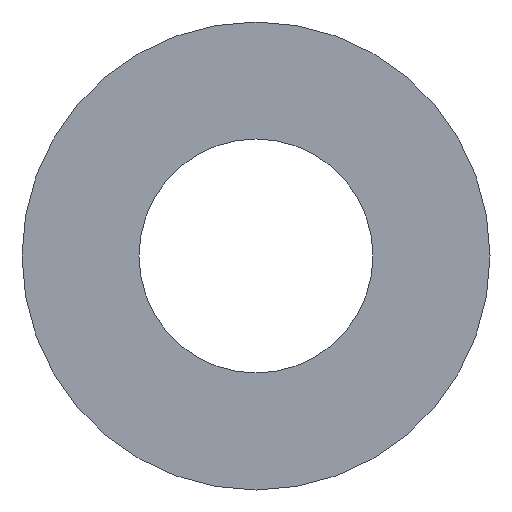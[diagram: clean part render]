
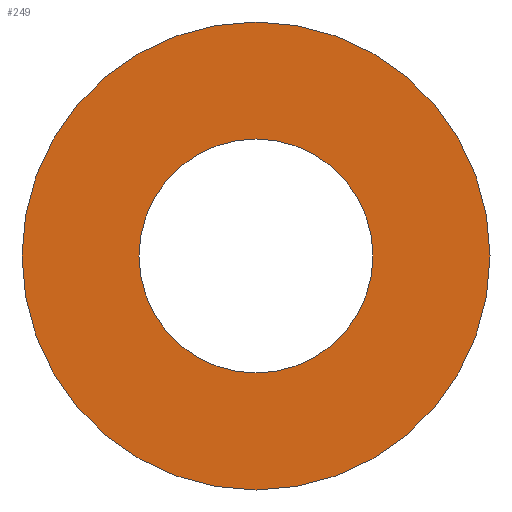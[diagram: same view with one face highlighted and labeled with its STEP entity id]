
A CAD part, front view. The second image highlights one B-rep face of the part: STEP entity #249.
In plain terms, the highlighted planar face has unit normal (0, -1, 0).
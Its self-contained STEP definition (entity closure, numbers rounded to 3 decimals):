
#5 = EDGE_CURVE ( 'NONE', #180, #209, #161, .T. ) ;
#25 = ORIENTED_EDGE ( 'NONE', *, *, #5, .T. ) ;
#33 = EDGE_LOOP ( 'NONE', ( #54, #126 ) ) ;
#40 = CARTESIAN_POINT ( 'NONE',  ( 0., 0., 6. ) ) ;
#54 = ORIENTED_EDGE ( 'NONE', *, *, #123, .F. ) ;
#56 = DIRECTION ( 'NONE',  ( 0., 0., 1. ) ) ;
#58 = CARTESIAN_POINT ( 'NONE',  ( 0., 0., 0. ) ) ;
#63 = EDGE_CURVE ( 'NONE', #73, #155, #148, .T. ) ;
#64 = DIRECTION ( 'NONE',  ( 0., 1., 0. ) ) ;
#70 = AXIS2_PLACEMENT_3D ( 'NONE', #115, #64, #247 ) ;
#73 = VERTEX_POINT ( 'NONE', #40 ) ;
#79 = CARTESIAN_POINT ( 'NONE',  ( 0., 0., -3. ) ) ;
#92 = DIRECTION ( 'NONE',  ( 0., 0., 1. ) ) ;
#96 = AXIS2_PLACEMENT_3D ( 'NONE', #241, #109, #168 ) ;
#98 = DIRECTION ( 'NONE',  ( 0., 1., 0. ) ) ;
#109 = DIRECTION ( 'NONE',  ( 0., 1., 0. ) ) ;
#113 = CARTESIAN_POINT ( 'NONE',  ( 0., 0., -6. ) ) ;
#115 = CARTESIAN_POINT ( 'NONE',  ( 0., 0., 0. ) ) ;
#119 = FACE_BOUND ( 'NONE', #151, .T. ) ;
#123 = EDGE_CURVE ( 'NONE', #155, #73, #132, .T. ) ;
#126 = ORIENTED_EDGE ( 'NONE', *, *, #63, .F. ) ;
#132 = CIRCLE ( 'NONE', #70, 6. ) ;
#134 = AXIS2_PLACEMENT_3D ( 'NONE', #227, #242, #135 ) ;
#135 = DIRECTION ( 'NONE',  ( 0., 0., 1. ) ) ;
#145 = AXIS2_PLACEMENT_3D ( 'NONE', #58, #215, #92 ) ;
#148 = CIRCLE ( 'NONE', #145, 6. ) ;
#151 = EDGE_LOOP ( 'NONE', ( #25, #207 ) ) ;
#155 = VERTEX_POINT ( 'NONE', #113 ) ;
#161 = CIRCLE ( 'NONE', #96, 3. ) ;
#168 = DIRECTION ( 'NONE',  ( 0., 0., 1. ) ) ;
#180 = VERTEX_POINT ( 'NONE', #79 ) ;
#187 = AXIS2_PLACEMENT_3D ( 'NONE', #198, #98, #56 ) ;
#198 = CARTESIAN_POINT ( 'NONE',  ( 0., 0., 0. ) ) ;
#205 = EDGE_CURVE ( 'NONE', #209, #180, #222, .T. ) ;
#206 = FACE_OUTER_BOUND ( 'NONE', #33, .T. ) ;
#207 = ORIENTED_EDGE ( 'NONE', *, *, #205, .T. ) ;
#209 = VERTEX_POINT ( 'NONE', #248 ) ;
#215 = DIRECTION ( 'NONE',  ( 0., 1., 0. ) ) ;
#222 = CIRCLE ( 'NONE', #187, 3. ) ;
#225 = PLANE ( 'NONE',  #134 ) ;
#227 = CARTESIAN_POINT ( 'NONE',  ( 0., 0., 0. ) ) ;
#241 = CARTESIAN_POINT ( 'NONE',  ( 0., 0., 0. ) ) ;
#242 = DIRECTION ( 'NONE',  ( 0., 1., 0. ) ) ;
#247 = DIRECTION ( 'NONE',  ( 0., 0., 1. ) ) ;
#248 = CARTESIAN_POINT ( 'NONE',  ( 0., 0., 3. ) ) ;
#249 = ADVANCED_FACE ( 'NONE', ( #206, #119 ), #225, .F. ) ;
